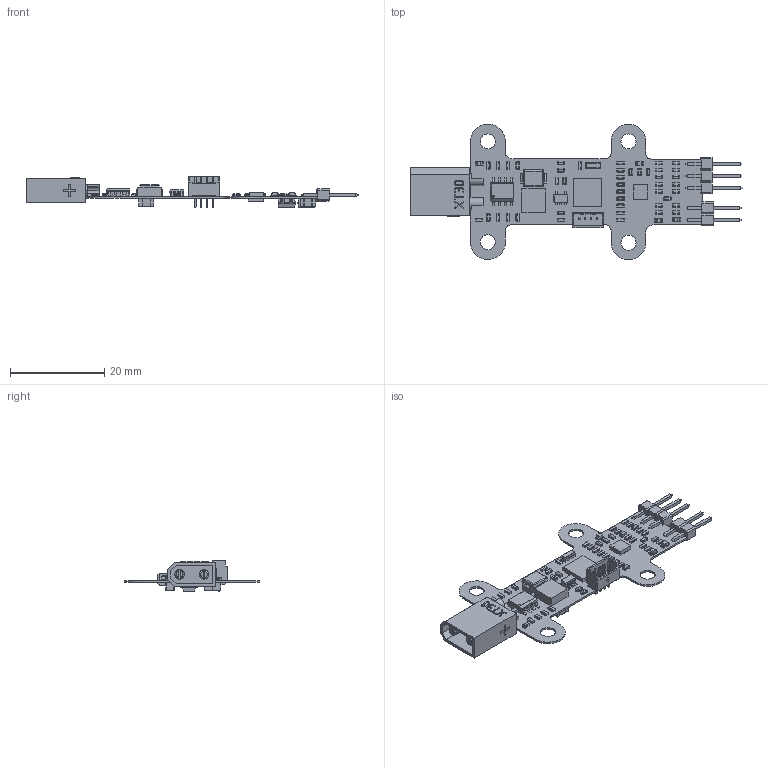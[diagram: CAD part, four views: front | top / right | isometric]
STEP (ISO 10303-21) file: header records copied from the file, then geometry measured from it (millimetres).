
FILE_DESCRIPTION(('Open CASCADE Model'),'2;1');
FILE_NAME('Open CASCADE Shape Model','2021-05-28T18:09:03',('Author'),( 'Open CASCADE'),'Open CASCADE STEP processor 6.8','Open CASCADE 6.8' ,'Unknown');
FILE_SCHEMA(('AUTOMOTIVE_DESIGN { 1 0 10303 214 1 1 1 1 }'));
Length unit declared in the file: millimetre
Products named in the file (97): PCB; Board; Open CASCADE STEP translator 6.8 2.1.1; L1; 6095141792; Extruded; R27; 0603; C20; cap_0603; C18; R30; rsmd-2512_l6-35_w3-2_h0-55; J1; zl201-3_p2-54_l7-62_w2-54_h8-89; U5; SMD4_2P90X3P60_ONS; 6095142992; U3; U1; TPS73225DBVR--3DModel-STEP-56544; R29; R28; R26; R22; LED4; LED_0603; User_Library-LTST-C190EKT_Pad; User_Library-LTST-C190EKT_Pad005; User_Library-LTST-C190EKT_Pad001; User_Library-LTST-C190EKT_Pad004; User_Library-LTST-C190EKT_Pad003; User_Library-LTST-C190EKT_Lens; LED3; DD1; STM32F103TBU6--3DModel-STEP-56544; J2; XT30-M; J3; 1x2_TH_Vert_100mil ...
Assembly tree (145 placements, depth 4):
  PCB
    Board
      Open CASCADE STEP translator 6.8 2.1.1
    L1
      6095141792
        Extruded
    R27
      0603
    C20
      cap_0603
    C18
      cap_0603
    R30
      rsmd-2512_l6-35_w3-2_h0-55
    J1
      zl201-3_p2-54_l7-62_w2-54_h8-89
    U5
      SMD4_2P90X3P60_ONS
      6095142992
        Extruded
    U3
      SMD4_2P90X3P60_ONS
      6095142992
        Extruded
    U1
      TPS73225DBVR--3DModel-STEP-56544
    R29
      0603
    R28
      0603
    R26
      0603
    R22
      0603
    LED4
      LED_0603
        User_Library-LTST-C190EKT_Pad
        User_Library-LTST-C190EKT_Pad005
        User_Library-LTST-C190EKT_Pad001
        User_Library-LTST-C190EKT_Pad004
        User_Library-LTST-C190EKT_Pad003
        User_Library-LTST-C190EKT_Lens
    LED3
      LED_0603
        User_Library-LTST-C190EKT_Pad
        User_Library-LTST-C190EKT_Pad005
        User_Library-LTST-C190EKT_Pad001
        User_Library-LTST-C190EKT_Pad004
        User_Library-LTST-C190EKT_Pad003
        User_Library-LTST-C190EKT_Lens
    DD1
      STM32F103TBU6--3DModel-STEP-56544
    J2
      XT30-M
    J3
      1x2_TH_Vert_100mil
      1x2_TH_Vert_100mil
      1x2_TH_Vert_100mil
      1x2_TH_Vert_100mil
      1x2_TH_Vert_100mil
Bounding box: 70.43 x 28.84 x 6.51 mm (x, y, z)
Volume: 1123.5 mm3; surface area: 4210.2 mm2
Topology: 188 solids, 208 shells, 4154 faces, 9429 edges, 5320 vertices
Faces by surface type: plane 2312, cylinder 1297, sphere 404, bspline 111, torus 30
Full cylindrical faces by diameter (mm): 0.145 x2, 0.157 x1, 0.6 x4, 3.2 x4
Entity records: 68143 total; most frequent: CARTESIAN_POINT 14216, ORIENTED_EDGE 9520, DIRECTION 9090, EDGE_CURVE 4760, LINE 3658, VECTOR 3658, VERTEX_POINT 3074, AXIS2_PLACEMENT_3D 2716
